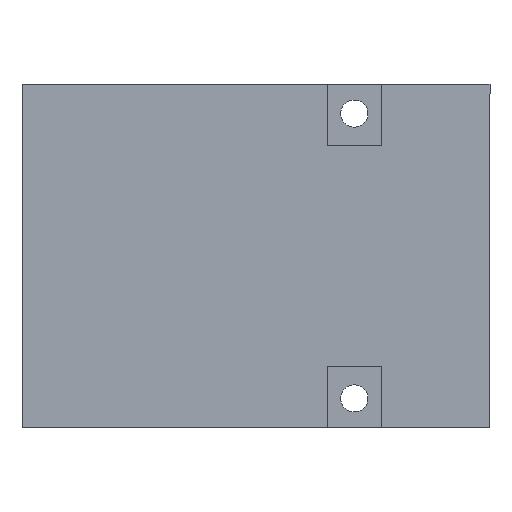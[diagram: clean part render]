
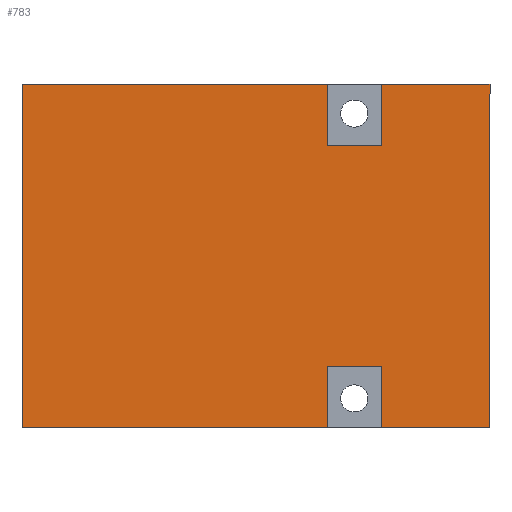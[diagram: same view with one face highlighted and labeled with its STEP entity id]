
A CAD part, front view. The second image highlights one B-rep face of the part: STEP entity #783.
In plain terms, the highlighted planar face has unit normal (0, -1, 0).
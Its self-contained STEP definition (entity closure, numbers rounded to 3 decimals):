
#46=PLANE('',#853);
#83=FACE_OUTER_BOUND('',#131,.T.);
#131=EDGE_LOOP('',(#617,#618,#619,#620,#621,#622,#623,#624,#625,#626,#627,
#628));
#171=LINE('',#1149,#255);
#174=LINE('',#1158,#258);
#178=LINE('',#1166,#262);
#181=LINE('',#1172,#265);
#185=LINE('',#1183,#269);
#189=LINE('',#1192,#273);
#193=LINE('',#1199,#277);
#196=LINE('',#1206,#280);
#199=LINE('',#1211,#283);
#200=LINE('',#1214,#284);
#203=LINE('',#1218,#287);
#206=LINE('',#1228,#290);
#255=VECTOR('',#924,10.);
#258=VECTOR('',#933,10.);
#262=VECTOR('',#939,10.);
#265=VECTOR('',#944,10.);
#269=VECTOR('',#954,10.);
#273=VECTOR('',#960,10.);
#277=VECTOR('',#966,10.);
#280=VECTOR('',#975,10.);
#283=VECTOR('',#978,10.);
#284=VECTOR('',#981,10.);
#287=VECTOR('',#984,10.);
#290=VECTOR('',#997,10.);
#366=VERTEX_POINT('',#1146);
#367=VERTEX_POINT('',#1148);
#369=VERTEX_POINT('',#1156);
#370=VERTEX_POINT('',#1157);
#373=VERTEX_POINT('',#1165);
#375=VERTEX_POINT('',#1171);
#378=VERTEX_POINT('',#1181);
#379=VERTEX_POINT('',#1182);
#382=VERTEX_POINT('',#1190);
#383=VERTEX_POINT('',#1191);
#388=VERTEX_POINT('',#1209);
#389=VERTEX_POINT('',#1213);
#441=EDGE_CURVE('',#366,#367,#171,.T.);
#444=EDGE_CURVE('',#369,#370,#174,.T.);
#448=EDGE_CURVE('',#373,#369,#178,.T.);
#451=EDGE_CURVE('',#370,#375,#181,.T.);
#456=EDGE_CURVE('',#378,#379,#185,.T.);
#460=EDGE_CURVE('',#382,#383,#189,.T.);
#464=EDGE_CURVE('',#379,#382,#193,.T.);
#468=EDGE_CURVE('',#373,#366,#196,.T.);
#471=EDGE_CURVE('',#388,#375,#199,.T.);
#472=EDGE_CURVE('',#389,#378,#200,.T.);
#475=EDGE_CURVE('',#383,#367,#203,.T.);
#480=EDGE_CURVE('',#388,#389,#206,.T.);
#617=ORIENTED_EDGE('',*,*,#451,.T.);
#618=ORIENTED_EDGE('',*,*,#471,.F.);
#619=ORIENTED_EDGE('',*,*,#480,.T.);
#620=ORIENTED_EDGE('',*,*,#472,.T.);
#621=ORIENTED_EDGE('',*,*,#456,.T.);
#622=ORIENTED_EDGE('',*,*,#464,.T.);
#623=ORIENTED_EDGE('',*,*,#460,.T.);
#624=ORIENTED_EDGE('',*,*,#475,.T.);
#625=ORIENTED_EDGE('',*,*,#441,.F.);
#626=ORIENTED_EDGE('',*,*,#468,.F.);
#627=ORIENTED_EDGE('',*,*,#448,.T.);
#628=ORIENTED_EDGE('',*,*,#444,.T.);
#783=ADVANCED_FACE('',(#83),#46,.T.);
#853=AXIS2_PLACEMENT_3D('',#1227,#995,#996);
#924=DIRECTION('',(0.,0.,1.));
#933=DIRECTION('',(1.,0.,0.));
#939=DIRECTION('',(0.,0.,1.));
#944=DIRECTION('',(0.,0.,-1.));
#954=DIRECTION('',(0.,0.,-1.));
#960=DIRECTION('',(0.,0.,1.));
#966=DIRECTION('',(-1.,0.,0.));
#975=DIRECTION('',(-1.,0.,0.));
#978=DIRECTION('',(-1.,0.,0.));
#981=DIRECTION('',(-1.,0.,0.));
#984=DIRECTION('',(-1.,0.,0.));
#995=DIRECTION('center_axis',(0.,-1.,0.));
#996=DIRECTION('ref_axis',(0.,0.,1.));
#997=DIRECTION('',(0.,0.,1.));
#1146=CARTESIAN_POINT('',(-55.75,3.3,-95.));
#1148=CARTESIAN_POINT('',(-55.75,3.3,-57.));
#1149=CARTESIAN_POINT('',(-55.75,3.3,-85.5));
#1156=CARTESIAN_POINT('',(-22.,3.3,-88.25));
#1157=CARTESIAN_POINT('',(-16.,3.3,-88.25));
#1158=CARTESIAN_POINT('',(-13.,3.3,-88.25));
#1165=CARTESIAN_POINT('',(-22.,3.3,-95.));
#1166=CARTESIAN_POINT('',(-22.,3.3,-95.));
#1171=CARTESIAN_POINT('',(-16.,3.3,-95.));
#1172=CARTESIAN_POINT('',(-16.,3.3,-91.625));
#1181=CARTESIAN_POINT('',(-16.,3.3,-57.));
#1182=CARTESIAN_POINT('',(-16.,3.3,-63.75));
#1183=CARTESIAN_POINT('',(-16.,3.3,-76.));
#1190=CARTESIAN_POINT('',(-22.,3.3,-63.75));
#1191=CARTESIAN_POINT('',(-22.,3.3,-57.));
#1192=CARTESIAN_POINT('',(-22.,3.3,-79.375));
#1199=CARTESIAN_POINT('',(-10.,3.3,-63.75));
#1206=CARTESIAN_POINT('',(-4.,3.3,-95.));
#1209=CARTESIAN_POINT('',(-4.,3.3,-95.));
#1211=CARTESIAN_POINT('',(-4.,3.3,-95.));
#1213=CARTESIAN_POINT('',(-4.,3.3,-57.));
#1214=CARTESIAN_POINT('',(-4.,3.3,-57.));
#1218=CARTESIAN_POINT('',(-4.,3.3,-57.));
#1227=CARTESIAN_POINT('Origin',(-4.,3.3,-95.));
#1228=CARTESIAN_POINT('',(-4.,3.3,-85.5));
